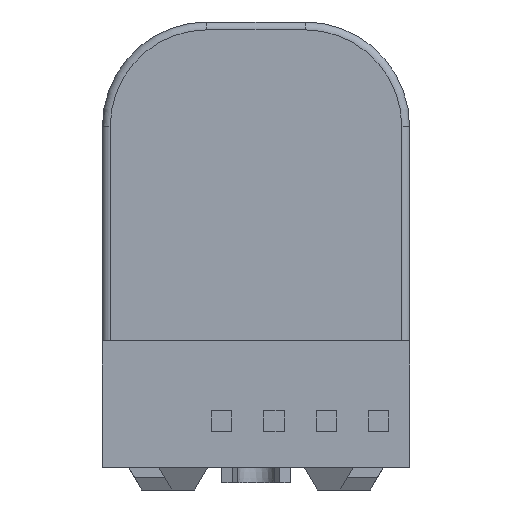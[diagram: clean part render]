
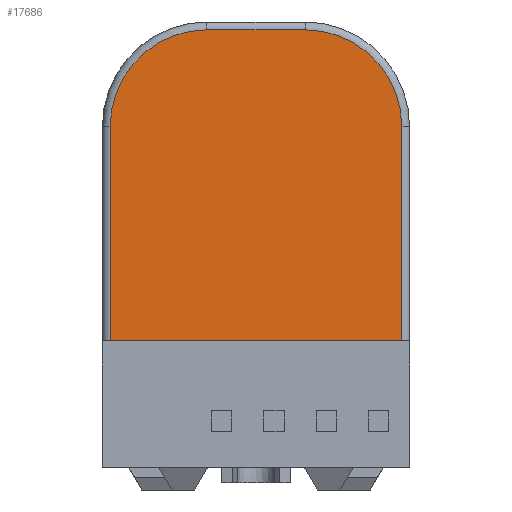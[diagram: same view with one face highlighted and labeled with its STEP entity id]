
A CAD part, front view. The second image highlights one B-rep face of the part: STEP entity #17686.
In plain terms, the highlighted planar face has unit normal (0, -1, 0).
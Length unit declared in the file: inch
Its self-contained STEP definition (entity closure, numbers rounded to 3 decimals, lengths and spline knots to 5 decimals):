
#832 = DIRECTION ( 'NONE',  ( 0., -1., 0. ) ) ;
#1507 = EDGE_CURVE ( 'NONE', #24414, #4976, #6557, .T. ) ;
#2208 = CARTESIAN_POINT ( 'NONE',  ( 1.115, -4.936, 2.605 ) ) ;
#3872 = LINE ( 'NONE', #8627, #11615 ) ;
#3887 = VECTOR ( 'NONE', #22553, 39.37008 ) ;
#4976 = VERTEX_POINT ( 'NONE', #33843 ) ;
#5574 = ORIENTED_EDGE ( 'NONE', *, *, #29195, .T. ) ;
#5764 = ORIENTED_EDGE ( 'NONE', *, *, #9176, .T. ) ;
#6557 = LINE ( 'NONE', #31650, #21056 ) ;
#6983 = DIRECTION ( 'NONE',  ( 0., -1., 0. ) ) ;
#8627 = CARTESIAN_POINT ( 'NONE',  ( -1.93, -4.936, 0.965 ) ) ;
#8959 = VERTEX_POINT ( 'NONE', #21150 ) ;
#9176 = EDGE_CURVE ( 'NONE', #4976, #30556, #3872, .T. ) ;
#9564 = ORIENTED_EDGE ( 'NONE', *, *, #1507, .T. ) ;
#10490 = DIRECTION ( 'NONE',  ( 0., 1., 0. ) ) ;
#11183 = VERTEX_POINT ( 'NONE', #23856 ) ;
#11615 = VECTOR ( 'NONE', #32195, 39.37008 ) ;
#12370 = ORIENTED_EDGE ( 'NONE', *, *, #17562, .T. ) ;
#12412 = FACE_OUTER_BOUND ( 'NONE', #25289, .T. ) ;
#13392 = EDGE_CURVE ( 'NONE', #30556, #22411, #26168, .T. ) ;
#13393 = DIRECTION ( 'NONE',  ( -1., 0., 0. ) ) ;
#17562 = EDGE_CURVE ( 'NONE', #22411, #8959, #28306, .T. ) ;
#17686 = ADVANCED_FACE ( 'NONE', ( #12412 ), #30680, .F. ) ;
#18183 = CARTESIAN_POINT ( 'NONE',  ( -0.375, -4.936, 2.605 ) ) ;
#19806 = EDGE_CURVE ( 'NONE', #8959, #11183, #26922, .T. ) ;
#20250 = CIRCLE ( 'NONE', #29929, 0.74 ) ;
#21056 = VECTOR ( 'NONE', #37444, 39.37008 ) ;
#21144 = DIRECTION ( 'NONE',  ( 0., 0., 1. ) ) ;
#21150 = CARTESIAN_POINT ( 'NONE',  ( 0.375, -4.936, 3.345 ) ) ;
#22411 = VERTEX_POINT ( 'NONE', #27844 ) ;
#22553 = DIRECTION ( 'NONE',  ( 0., 0., 1. ) ) ;
#23856 = CARTESIAN_POINT ( 'NONE',  ( -0.375, -4.936, 3.345 ) ) ;
#24342 = CARTESIAN_POINT ( 'NONE',  ( 0.375, -4.936, 2.605 ) ) ;
#24414 = VERTEX_POINT ( 'NONE', #32589 ) ;
#24700 = CARTESIAN_POINT ( 'NONE',  ( 1.115, -4.936, 0.965 ) ) ;
#25104 = AXIS2_PLACEMENT_3D ( 'NONE', #24342, #6983, #27310 ) ;
#25289 = EDGE_LOOP ( 'NONE', ( #5574, #9564, #5764, #37264, #12370, #29874 ) ) ;
#26001 = VECTOR ( 'NONE', #13393, 39.37008 ) ;
#26168 = LINE ( 'NONE', #2208, #3887 ) ;
#26922 = LINE ( 'NONE', #36599, #26001 ) ;
#27310 = DIRECTION ( 'NONE',  ( 0., 0., 1. ) ) ;
#27844 = CARTESIAN_POINT ( 'NONE',  ( 1.115, -4.936, 2.605 ) ) ;
#27919 = CARTESIAN_POINT ( 'NONE',  ( -1.93, -4.936, 3.965 ) ) ;
#28306 = CIRCLE ( 'NONE', #25104, 0.74 ) ;
#29195 = EDGE_CURVE ( 'NONE', #11183, #24414, #20250, .T. ) ;
#29874 = ORIENTED_EDGE ( 'NONE', *, *, #19806, .T. ) ;
#29929 = AXIS2_PLACEMENT_3D ( 'NONE', #18183, #832, #21144 ) ;
#30556 = VERTEX_POINT ( 'NONE', #24700 ) ;
#30680 = PLANE ( 'NONE',  #32155 ) ;
#30799 = DIRECTION ( 'NONE',  ( 0., 0., 1. ) ) ;
#31650 = CARTESIAN_POINT ( 'NONE',  ( -1.115, -4.936, 0.965 ) ) ;
#32155 = AXIS2_PLACEMENT_3D ( 'NONE', #27919, #10490, #30799 ) ;
#32195 = DIRECTION ( 'NONE',  ( 1., 0., 0. ) ) ;
#32589 = CARTESIAN_POINT ( 'NONE',  ( -1.115, -4.936, 2.605 ) ) ;
#33843 = CARTESIAN_POINT ( 'NONE',  ( -1.115, -4.936, 0.965 ) ) ;
#36599 = CARTESIAN_POINT ( 'NONE',  ( -0.375, -4.936, 3.345 ) ) ;
#37264 = ORIENTED_EDGE ( 'NONE', *, *, #13392, .T. ) ;
#37444 = DIRECTION ( 'NONE',  ( 0., 0., -1. ) ) ;
